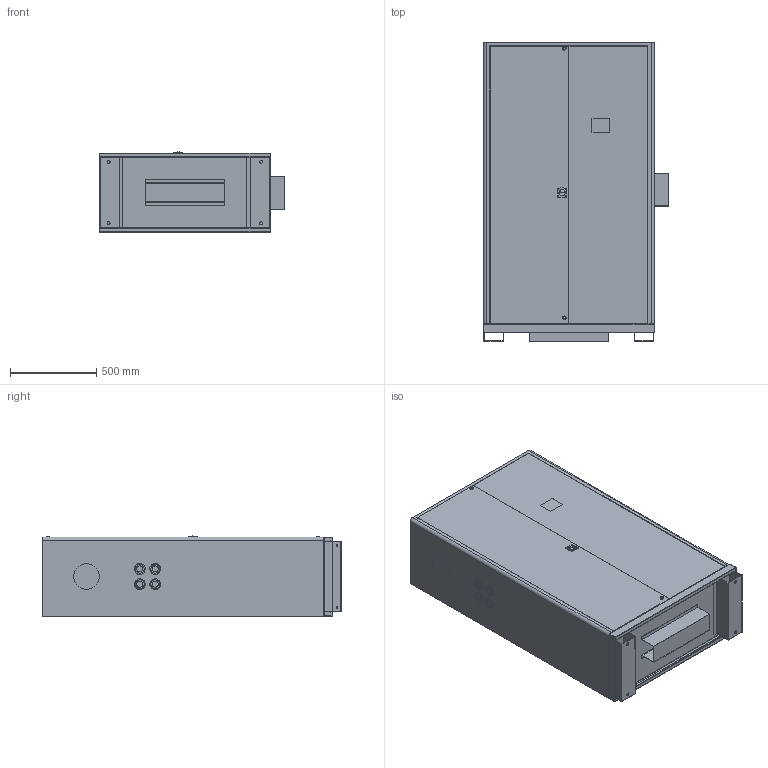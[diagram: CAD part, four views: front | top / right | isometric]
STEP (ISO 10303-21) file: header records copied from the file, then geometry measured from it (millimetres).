
FILE_DESCRIPTION (( 'STEP AP214' ), '1' );
FILE_NAME ('INV3.STEP', '2025-09-12T21:08:24', ( '' ), ( '' ), 'SwSTEP 2.0', 'SolidWorks 2016', '' );
FILE_SCHEMA (( 'AUTOMOTIVE_DESIGN' ));
Length unit declared in the file: inch
Products named in the file (5): INV3 Item 1; INV3; WR Lock01; INV3 Item 2; WR Pull Handle
Assembly tree (5 placements, depth 2):
  INV3
    INV3 Item 2
    INV3 Item 1
    WR Lock01  x2
    WR Pull Handle
Bounding box: 1073.15 x 1727.2 x 463.59 mm (x, y, z)
Volume: 738764056.4 mm3; surface area: 8117151.5 mm2
Topology: 8 solids, 8 shells, 369 faces, 810 edges, 518 vertices
Faces by surface type: plane 192, cylinder 167, bspline 6, cone 4
Entity records: 10228 total; most frequent: CARTESIAN_POINT 1843, DIRECTION 1807, ORIENTED_EDGE 1560, EDGE_CURVE 780, AXIS2_PLACEMENT_3D 680, VERTEX_POINT 498, LINE 447, VECTOR 447
